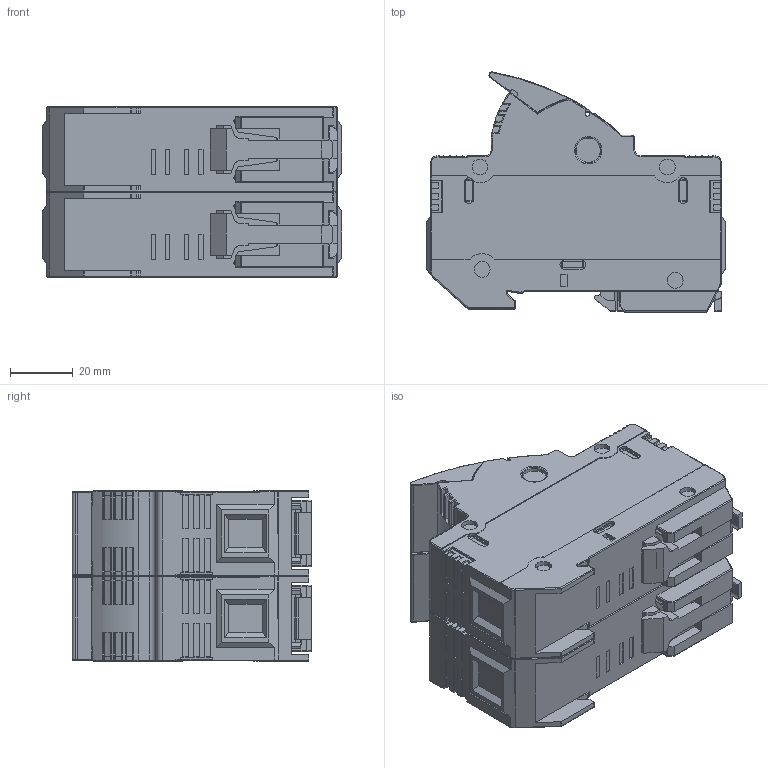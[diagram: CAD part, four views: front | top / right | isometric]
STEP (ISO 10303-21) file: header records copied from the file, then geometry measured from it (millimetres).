
FILE_DESCRIPTION (( 'STEP AP214' ), '1' );
FILE_NAME ('3d_2P_PR63.STEP', '2025-01-22T06:31:32', ( '' ), ( '' ), 'SwSTEP 2.0', 'SolidWorks 2022', '' );
FILE_SCHEMA (( 'AUTOMOTIVE_DESIGN' ));
Products named in the file (1): 3d_2P_PR63
Bounding box: 95 x 76.21 x 54 mm (x, y, z)
Volume: 255897.1 mm3; surface area: 45347.4 mm2
Topology: 1 solids, 28 shells, 2820 faces, 7252 edges, 4334 vertices
Faces by surface type: plane 1204, cylinder 1110, sphere 180, torus 170, bspline 156
Entity records: 96164 total; most frequent: CARTESIAN_POINT 29482, ORIENTED_EDGE 14068, DIRECTION 13904, EDGE_CURVE 7034, AXIS2_PLACEMENT_3D 4995, VERTEX_POINT 4331, LINE 3914, VECTOR 3914
